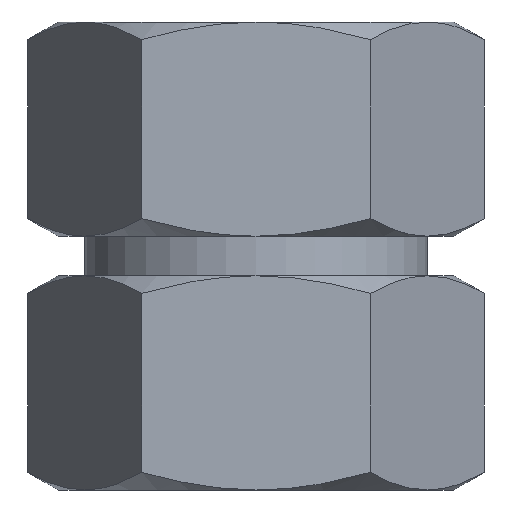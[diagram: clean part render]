
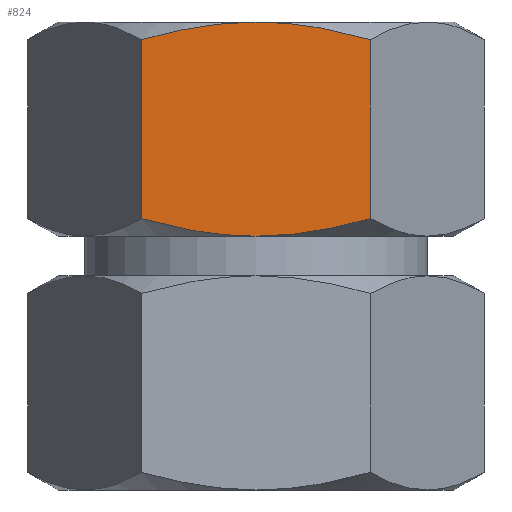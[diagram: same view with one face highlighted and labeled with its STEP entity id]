
A CAD part, left-side view. The second image highlights one B-rep face of the part: STEP entity #824.
In plain terms, the highlighted planar face has unit normal (-1, 0, 0).
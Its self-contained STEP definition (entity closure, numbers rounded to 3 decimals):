
#20=LINE('',#1573,#32);
#21=LINE('',#1574,#33);
#32=VECTOR('',#1159,1000.);
#33=VECTOR('',#1160,1000.);
#62=PLANE('',#947);
#266=ORIENTED_EDGE('',*,*,#374,.T.);
#267=ORIENTED_EDGE('',*,*,#377,.T.);
#268=ORIENTED_EDGE('',*,*,#434,.T.);
#269=ORIENTED_EDGE('',*,*,#397,.T.);
#270=ORIENTED_EDGE('',*,*,#401,.T.);
#271=ORIENTED_EDGE('',*,*,#435,.F.);
#374=EDGE_CURVE('',#470,#471,#542,.T.);
#377=EDGE_CURVE('',#471,#473,#544,.T.);
#397=EDGE_CURVE('',#486,#487,#557,.T.);
#401=EDGE_CURVE('',#487,#490,#560,.T.);
#434=EDGE_CURVE('',#473,#486,#20,.T.);
#435=EDGE_CURVE('',#470,#490,#21,.T.);
#470=VERTEX_POINT('',#1351);
#471=VERTEX_POINT('',#1352);
#473=VERTEX_POINT('',#1365);
#486=VERTEX_POINT('',#1442);
#487=VERTEX_POINT('',#1444);
#490=VERTEX_POINT('',#1467);
#542=B_SPLINE_CURVE_WITH_KNOTS('',3,(#1347,#1348,#1349,#1350),
 .UNSPECIFIED.,.F.,.F.,(4,4),(0.038,0.055),
 .UNSPECIFIED.);
#544=B_SPLINE_CURVE_WITH_KNOTS('',3,(#1361,#1362,#1363,#1364),
 .UNSPECIFIED.,.F.,.F.,(4,4),(0.055,0.073),
 .UNSPECIFIED.);
#557=B_SPLINE_CURVE_WITH_KNOTS('',3,(#1445,#1446,#1447,#1448),
 .UNSPECIFIED.,.F.,.F.,(4,4),(0.038,0.055),
 .UNSPECIFIED.);
#560=B_SPLINE_CURVE_WITH_KNOTS('',3,(#1463,#1464,#1465,#1466),
 .UNSPECIFIED.,.F.,.F.,(4,4),(0.055,0.073),
 .UNSPECIFIED.);
#642=EDGE_LOOP('',(#266,#267,#268,#269,#270,#271));
#730=FACE_BOUND('',#642,.T.);
#824=ADVANCED_FACE('',(#730),#62,.F.);
#947=AXIS2_PLACEMENT_3D('',#1572,#1157,#1158);
#1157=DIRECTION('',(1.,0.,0.));
#1158=DIRECTION('',(0.,0.,-1.));
#1159=DIRECTION('',(0.,0.,-1.));
#1160=DIRECTION('',(0.,0.,-1.));
#1347=CARTESIAN_POINT('',(-30.,-17.321,-1.179));
#1348=CARTESIAN_POINT('',(-30.,-11.677,0.45));
#1349=CARTESIAN_POINT('',(-30.,-5.932,1.5));
#1350=CARTESIAN_POINT('',(-30.,0.,1.5));
#1351=CARTESIAN_POINT('',(-30.,-17.321,-1.179));
#1352=CARTESIAN_POINT('',(-30.,0.,1.5));
#1361=CARTESIAN_POINT('',(-30.,0.,1.5));
#1362=CARTESIAN_POINT('',(-30.,5.928,1.5));
#1363=CARTESIAN_POINT('',(-30.,11.684,0.448));
#1364=CARTESIAN_POINT('',(-30.,17.321,-1.179));
#1365=CARTESIAN_POINT('',(-30.,17.321,-1.179));
#1442=CARTESIAN_POINT('',(-30.,17.321,-28.321));
#1444=CARTESIAN_POINT('',(-30.,0.,-31.));
#1445=CARTESIAN_POINT('',(-30.,17.321,-28.321));
#1446=CARTESIAN_POINT('',(-30.,11.677,-29.95));
#1447=CARTESIAN_POINT('',(-30.,5.932,-31.));
#1448=CARTESIAN_POINT('',(-30.,0.,-31.));
#1463=CARTESIAN_POINT('',(-30.,0.,-31.));
#1464=CARTESIAN_POINT('',(-30.,-5.928,-31.));
#1465=CARTESIAN_POINT('',(-30.,-11.684,-29.948));
#1466=CARTESIAN_POINT('',(-30.,-17.321,-28.321));
#1467=CARTESIAN_POINT('',(-30.,-17.321,-28.321));
#1572=CARTESIAN_POINT('',(-30.,17.321,1.5));
#1573=CARTESIAN_POINT('',(-30.,17.321,1.5));
#1574=CARTESIAN_POINT('',(-30.,-17.321,1.5));
